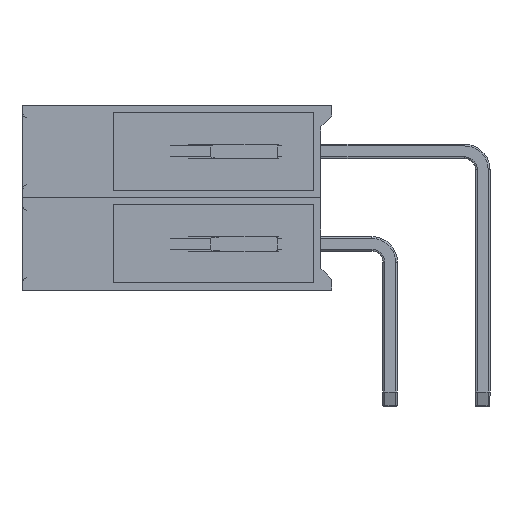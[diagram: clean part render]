
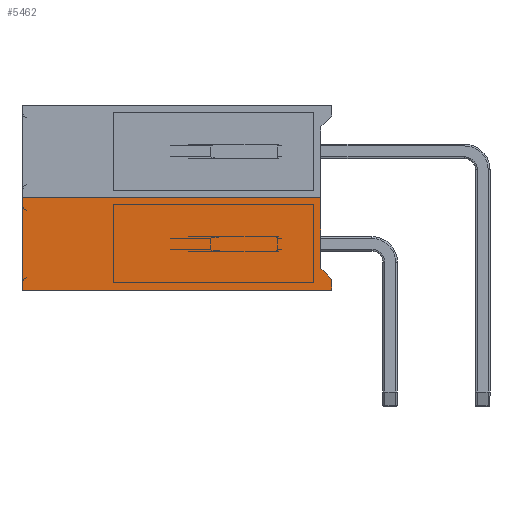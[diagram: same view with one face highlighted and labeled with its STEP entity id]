
A CAD part, left-side view. The second image highlights one B-rep face of the part: STEP entity #5462.
In plain terms, the highlighted planar face has unit normal (-1, 0, 0).
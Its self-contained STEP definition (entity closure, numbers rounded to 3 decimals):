
#427=PLANE('',#6041);
#678=FACE_OUTER_BOUND('',#1005,.T.);
#1005=EDGE_LOOP('',(#4183,#4184,#4185,#4186,#4187,#4188));
#1367=LINE('',#9143,#1751);
#1371=LINE('',#9150,#1755);
#1382=LINE('',#9174,#1766);
#1385=LINE('',#9180,#1769);
#1386=LINE('',#9182,#1770);
#1387=LINE('',#9183,#1771);
#1751=VECTOR('',#7324,10.);
#1755=VECTOR('',#7330,10.);
#1766=VECTOR('',#7353,10.);
#1769=VECTOR('',#7358,10.);
#1770=VECTOR('',#7359,10.);
#1771=VECTOR('',#7360,10.);
#2455=VERTEX_POINT('',#9140);
#2456=VERTEX_POINT('',#9142);
#2458=VERTEX_POINT('',#9148);
#2465=VERTEX_POINT('',#9173);
#2467=VERTEX_POINT('',#9179);
#2468=VERTEX_POINT('',#9181);
#3039=EDGE_CURVE('',#2455,#2456,#1367,.T.);
#3043=EDGE_CURVE('',#2455,#2458,#1371,.T.);
#3056=EDGE_CURVE('',#2465,#2456,#1382,.T.);
#3059=EDGE_CURVE('',#2458,#2467,#1385,.T.);
#3060=EDGE_CURVE('',#2468,#2467,#1386,.T.);
#3061=EDGE_CURVE('',#2465,#2468,#1387,.T.);
#4183=ORIENTED_EDGE('',*,*,#3043,.T.);
#4184=ORIENTED_EDGE('',*,*,#3059,.T.);
#4185=ORIENTED_EDGE('',*,*,#3060,.F.);
#4186=ORIENTED_EDGE('',*,*,#3061,.F.);
#4187=ORIENTED_EDGE('',*,*,#3056,.T.);
#4188=ORIENTED_EDGE('',*,*,#3039,.F.);
#5462=ADVANCED_FACE('',(#678),#427,.T.);
#6041=AXIS2_PLACEMENT_3D('',#9178,#7356,#7357);
#7324=DIRECTION('',(0.,-0.707,-0.707));
#7330=DIRECTION('',(0.,0.,1.));
#7353=DIRECTION('',(0.,0.,1.));
#7356=DIRECTION('center_axis',(-1.,0.,0.));
#7357=DIRECTION('ref_axis',(0.,0.,
1.));
#7358=DIRECTION('',(0.,1.,0.));
#7359=DIRECTION('',(0.,0.,1.));
#7360=DIRECTION('',(0.,1.,0.));
#9140=CARTESIAN_POINT('',(-1.27,1.9,0.6));
#9142=CARTESIAN_POINT('',(-1.27,1.6,0.3));
#9143=CARTESIAN_POINT('',(-1.27,1.6,0.3));
#9148=CARTESIAN_POINT('',(-1.27,1.9,2.54));
#9150=CARTESIAN_POINT('',(-1.27,1.9,0.635));
#9173=CARTESIAN_POINT('',(-1.27,1.6,0.));
#9174=CARTESIAN_POINT('',(-1.27,1.6,0.));
#9178=CARTESIAN_POINT('Origin',(-1.27,1.6,0.));
#9179=CARTESIAN_POINT('',(-1.27,10.1,2.54));
#9180=CARTESIAN_POINT('',(-1.27,1.6,2.54));
#9181=CARTESIAN_POINT('',(-1.27,10.1,0.));
#9182=CARTESIAN_POINT('',(-1.27,10.1,0.));
#9183=CARTESIAN_POINT('',(-1.27,1.6,0.));
